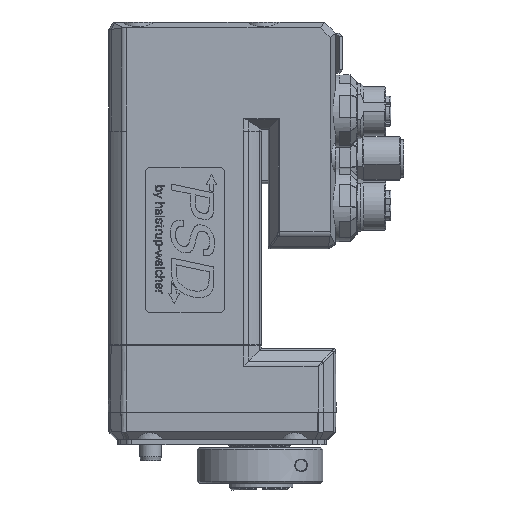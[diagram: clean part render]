
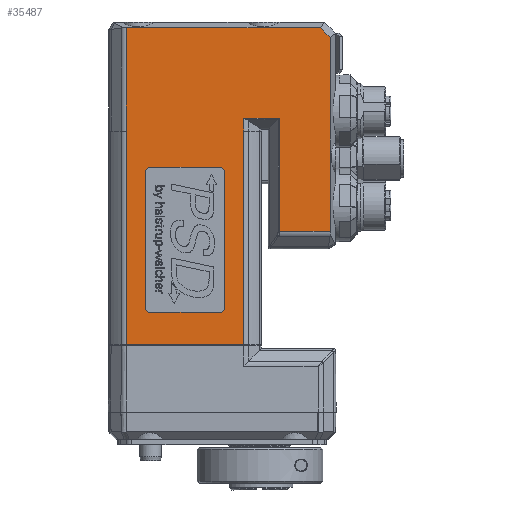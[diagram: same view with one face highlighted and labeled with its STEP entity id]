
A CAD part, left-side view. The second image highlights one B-rep face of the part: STEP entity #35487.
In plain terms, the highlighted planar face has unit normal (-1, 0, 0).
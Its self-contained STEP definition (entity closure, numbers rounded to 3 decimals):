
#716=FACE_BOUND('',#5681,.T.);
#2598=PLANE('',#37937);
#3705=FACE_OUTER_BOUND('',#5680,.T.);
#5680=EDGE_LOOP('',(#24739,#24740,#24741,#24742,#24743,#24744,#24745,#24746,
#24747,#24748,#24749,#24750,#24751));
#5681=EDGE_LOOP('',(#24752,#24753,#24754,#24755,#24756,#24757,#24758,#24759));
#7823=LINE('',#51817,#10437);
#7833=LINE('',#51860,#10447);
#7834=LINE('',#51863,#10448);
#7835=LINE('',#51865,#10449);
#7836=LINE('',#51867,#10450);
#7837=LINE('',#51869,#10451);
#7838=LINE('',#51871,#10452);
#7839=LINE('',#51873,#10453);
#7840=LINE('',#51875,#10454);
#7841=LINE('',#51877,#10455);
#7842=LINE('',#51879,#10456);
#7843=LINE('',#51881,#10457);
#7844=LINE('',#51882,#10458);
#7845=LINE('',#51887,#10459);
#7846=LINE('',#51891,#10460);
#7847=LINE('',#51895,#10461);
#7848=LINE('',#51898,#10462);
#10437=VECTOR('',#42039,1000.);
#10447=VECTOR('',#42081,1000.);
#10448=VECTOR('',#42084,1000.);
#10449=VECTOR('',#42085,10.);
#10450=VECTOR('',#42086,10.);
#10451=VECTOR('',#42087,10.);
#10452=VECTOR('',#42088,10.);
#10453=VECTOR('',#42089,10.);
#10454=VECTOR('',#42090,10.);
#10455=VECTOR('',#42091,10.);
#10456=VECTOR('',#42092,10.);
#10457=VECTOR('',#42093,1000.);
#10458=VECTOR('',#42094,1000.);
#10459=VECTOR('',#42097,10.);
#10460=VECTOR('',#42100,10.);
#10461=VECTOR('',#42103,10.);
#10462=VECTOR('',#42106,10.);
#12970=CIRCLE('',#37938,1.5);
#12971=CIRCLE('',#37939,1.5);
#12972=CIRCLE('',#37940,1.5);
#12973=CIRCLE('',#37941,1.5);
#14415=VERTEX_POINT('',#51814);
#14416=VERTEX_POINT('',#51816);
#14433=VERTEX_POINT('',#51858);
#14434=VERTEX_POINT('',#51862);
#14435=VERTEX_POINT('',#51864);
#14436=VERTEX_POINT('',#51866);
#14437=VERTEX_POINT('',#51868);
#14438=VERTEX_POINT('',#51870);
#14439=VERTEX_POINT('',#51872);
#14440=VERTEX_POINT('',#51874);
#14441=VERTEX_POINT('',#51876);
#14442=VERTEX_POINT('',#51878);
#14443=VERTEX_POINT('',#51880);
#14444=VERTEX_POINT('',#51883);
#14445=VERTEX_POINT('',#51884);
#14446=VERTEX_POINT('',#51886);
#14447=VERTEX_POINT('',#51888);
#14448=VERTEX_POINT('',#51890);
#14449=VERTEX_POINT('',#51892);
#14450=VERTEX_POINT('',#51894);
#14451=VERTEX_POINT('',#51896);
#18275=EDGE_CURVE('',#14416,#14415,#7823,.T.);
#18297=EDGE_CURVE('',#14433,#14415,#7833,.T.);
#18298=EDGE_CURVE('',#14434,#14433,#7834,.T.);
#18299=EDGE_CURVE('',#14435,#14434,#7835,.T.);
#18300=EDGE_CURVE('',#14436,#14435,#7836,.T.);
#18301=EDGE_CURVE('',#14437,#14436,#7837,.T.);
#18302=EDGE_CURVE('',#14438,#14437,#7838,.T.);
#18303=EDGE_CURVE('',#14439,#14438,#7839,.T.);
#18304=EDGE_CURVE('',#14440,#14439,#7840,.T.);
#18305=EDGE_CURVE('',#14441,#14440,#7841,.T.);
#18306=EDGE_CURVE('',#14442,#14441,#7842,.T.);
#18307=EDGE_CURVE('',#14443,#14442,#7843,.T.);
#18308=EDGE_CURVE('',#14443,#14416,#7844,.T.);
#18309=EDGE_CURVE('',#14444,#14445,#12970,.T.);
#18310=EDGE_CURVE('',#14445,#14446,#7845,.T.);
#18311=EDGE_CURVE('',#14446,#14447,#12971,.T.);
#18312=EDGE_CURVE('',#14447,#14448,#7846,.T.);
#18313=EDGE_CURVE('',#14448,#14449,#12972,.T.);
#18314=EDGE_CURVE('',#14449,#14450,#7847,.T.);
#18315=EDGE_CURVE('',#14450,#14451,#12973,.T.);
#18316=EDGE_CURVE('',#14451,#14444,#7848,.T.);
#24739=ORIENTED_EDGE('',*,*,#18297,.F.);
#24740=ORIENTED_EDGE('',*,*,#18298,.F.);
#24741=ORIENTED_EDGE('',*,*,#18299,.F.);
#24742=ORIENTED_EDGE('',*,*,#18300,.F.);
#24743=ORIENTED_EDGE('',*,*,#18301,.F.);
#24744=ORIENTED_EDGE('',*,*,#18302,.F.);
#24745=ORIENTED_EDGE('',*,*,#18303,.F.);
#24746=ORIENTED_EDGE('',*,*,#18304,.F.);
#24747=ORIENTED_EDGE('',*,*,#18305,.F.);
#24748=ORIENTED_EDGE('',*,*,#18306,.F.);
#24749=ORIENTED_EDGE('',*,*,#18307,.F.);
#24750=ORIENTED_EDGE('',*,*,#18308,.T.);
#24751=ORIENTED_EDGE('',*,*,#18275,.T.);
#24752=ORIENTED_EDGE('',*,*,#18309,.T.);
#24753=ORIENTED_EDGE('',*,*,#18310,.T.);
#24754=ORIENTED_EDGE('',*,*,#18311,.T.);
#24755=ORIENTED_EDGE('',*,*,#18312,.T.);
#24756=ORIENTED_EDGE('',*,*,#18313,.T.);
#24757=ORIENTED_EDGE('',*,*,#18314,.T.);
#24758=ORIENTED_EDGE('',*,*,#18315,.T.);
#24759=ORIENTED_EDGE('',*,*,#18316,.T.);
#35487=ADVANCED_FACE('',(#3705,#716),#2598,.F.);
#37937=AXIS2_PLACEMENT_3D('',#51861,#42082,#42083);
#37938=AXIS2_PLACEMENT_3D('',#51885,#42095,#42096);
#37939=AXIS2_PLACEMENT_3D('',#51889,#42098,#42099);
#37940=AXIS2_PLACEMENT_3D('',#51893,#42101,#42102);
#37941=AXIS2_PLACEMENT_3D('',#51897,#42104,#42105);
#42039=DIRECTION('',(0.,-1.,0.));
#42081=DIRECTION('',(0.,0.,-1.));
#42082=DIRECTION('center_axis',(1.,0.,0.));
#42083=DIRECTION('ref_axis',(0.,1.,0.));
#42084=DIRECTION('',(0.,-1.,0.));
#42085=DIRECTION('',(0.,0.,-1.));
#42086=DIRECTION('',(0.,1.,0.));
#42087=DIRECTION('',(0.,0.,1.));
#42088=DIRECTION('',(0.,1.,0.));
#42089=DIRECTION('',(0.,0.,-1.));
#42090=DIRECTION('',(0.,-0.707,-0.707));
#42091=DIRECTION('',(0.,-1.,0.));
#42092=DIRECTION('',(0.,0.,1.));
#42093=DIRECTION('',(0.,-1.,0.));
#42094=DIRECTION('',(0.,0.,-1.));
#42095=DIRECTION('center_axis',(1.,0.,0.));
#42096=DIRECTION('ref_axis',(0.,-1.,0.));
#42097=DIRECTION('',(0.,0.,-1.));
#42098=DIRECTION('center_axis',(1.,0.,0.));
#42099=DIRECTION('ref_axis',(0.,0.,
-1.));
#42100=DIRECTION('',(0.,1.,0.));
#42101=DIRECTION('center_axis',(1.,0.,0.));
#42102=DIRECTION('ref_axis',(0.,1.,0.));
#42103=DIRECTION('',(0.,0.,1.));
#42104=DIRECTION('center_axis',(1.,0.,0.));
#42105=DIRECTION('ref_axis',(0.,0.,
1.));
#42106=DIRECTION('',(0.,-1.,0.));
#51814=CARTESIAN_POINT('',(-21.,-16.248,0.));
#51816=CARTESIAN_POINT('',(-21.,16.248,0.));
#51817=CARTESIAN_POINT('',(-21.,16.248,0.));
#51858=CARTESIAN_POINT('',(-21.,-16.248,59.));
#51860=CARTESIAN_POINT('',(-21.,-16.248,49.3));
#51861=CARTESIAN_POINT('Origin',(-21.,16.248,49.3));
#51862=CARTESIAN_POINT('',(-21.,-16.172,59.));
#51863=CARTESIAN_POINT('',(-21.,16.248,59.));
#51864=CARTESIAN_POINT('',(-21.,-16.172,62.561));
#51865=CARTESIAN_POINT('',(-21.,-16.172,56.606));
#51866=CARTESIAN_POINT('',(-21.,-26.061,62.561));
#51867=CARTESIAN_POINT('',(-21.,-15.106,62.561));
#51868=CARTESIAN_POINT('',(-21.,-26.061,31.328));
#51869=CARTESIAN_POINT('',(-21.,-26.061,52.106));
#51870=CARTESIAN_POINT('',(-21.,-40.044,31.328));
#51871=CARTESIAN_POINT('',(-21.,-19.481,31.328));
#51872=CARTESIAN_POINT('',(-21.,-40.044,84.818));
#51873=CARTESIAN_POINT('',(-21.,-40.044,48.666));
#51874=CARTESIAN_POINT('',(-21.,-37.318,87.544));
#51875=CARTESIAN_POINT('',(-21.,-39.431,85.431));
#51876=CARTESIAN_POINT('',(-21.,16.172,87.544));
#51877=CARTESIAN_POINT('',(-21.,-30.916,87.544));
#51878=CARTESIAN_POINT('',(-21.,16.172,59.));
#51879=CARTESIAN_POINT('',(-21.,16.172,60.231));
#51880=CARTESIAN_POINT('',(-21.,16.248,59.));
#51881=CARTESIAN_POINT('',(-21.,16.248,59.));
#51882=CARTESIAN_POINT('',(-21.,16.248,49.3));
#51883=CARTESIAN_POINT('',(-21.,-9.5,49.));
#51884=CARTESIAN_POINT('',(-21.,-11.,47.5));
#51885=CARTESIAN_POINT('Origin',(-21.,-9.5,47.5));
#51886=CARTESIAN_POINT('',(-21.,-11.,10.5));
#51887=CARTESIAN_POINT('',(-21.,-11.,29.9));
#51888=CARTESIAN_POINT('',(-21.,-9.5,9.));
#51889=CARTESIAN_POINT('Origin',(-21.,-9.5,10.5));
#51890=CARTESIAN_POINT('',(-21.,9.5,9.));
#51891=CARTESIAN_POINT('',(-21.,12.874,9.));
#51892=CARTESIAN_POINT('',(-21.,11.,10.5));
#51893=CARTESIAN_POINT('Origin',(-21.,9.5,10.5));
#51894=CARTESIAN_POINT('',(-21.,11.,47.5));
#51895=CARTESIAN_POINT('',(-21.,11.,48.4));
#51896=CARTESIAN_POINT('',(-21.,9.5,49.));
#51897=CARTESIAN_POINT('Origin',(-21.,9.5,47.5));
#51898=CARTESIAN_POINT('',(-21.,3.374,49.));
